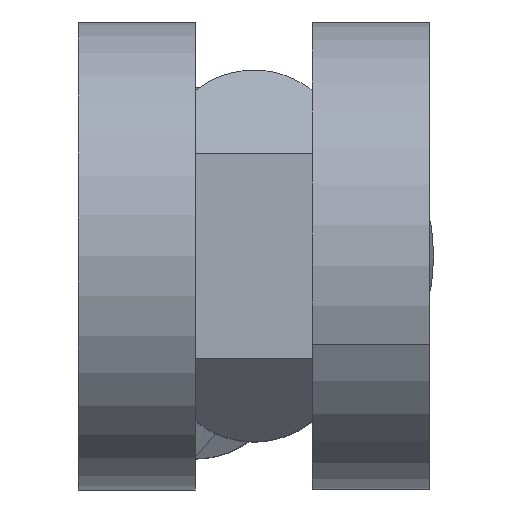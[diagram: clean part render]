
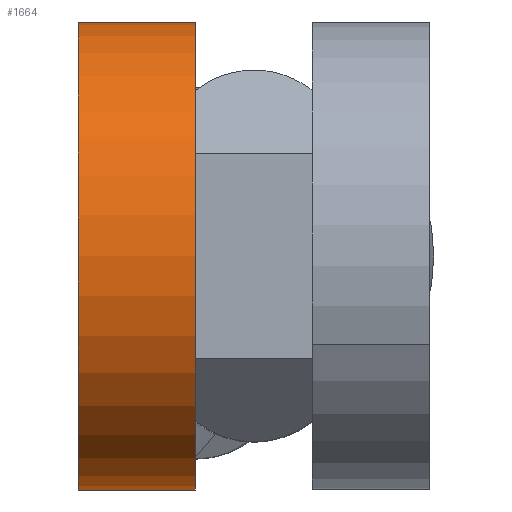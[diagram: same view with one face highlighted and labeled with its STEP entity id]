
A CAD part, top view. The second image highlights one B-rep face of the part: STEP entity #1664.
In plain terms, the highlighted cylindrical face has radius 8 mm (diameter 16 mm), a partial arc.
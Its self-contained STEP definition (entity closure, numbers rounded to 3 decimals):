
#7 = VERTEX_POINT ( 'NONE', #1729 ) ;
#219 = VECTOR ( 'NONE', #2173, 1000. ) ;
#295 = DIRECTION ( 'NONE',  ( 0., 0., 1. ) ) ;
#319 = CARTESIAN_POINT ( 'NONE',  ( -1.9, 8., 122.5 ) ) ;
#352 = DIRECTION ( 'NONE',  ( 0., 0., 1. ) ) ;
#534 = AXIS2_PLACEMENT_3D ( 'NONE', #2140, #1219, #295 ) ;
#537 = DIRECTION ( 'NONE',  ( 1., 0., 0. ) ) ;
#665 = CYLINDRICAL_SURFACE ( 'NONE', #1591, 8. ) ;
#886 = VECTOR ( 'NONE', #1034, 1000. ) ;
#978 = VERTEX_POINT ( 'NONE', #1408 ) ;
#1034 = DIRECTION ( 'NONE',  ( -1., 0., 0. ) ) ;
#1067 = ORIENTED_EDGE ( 'NONE', *, *, #1164, .F. ) ;
#1112 = AXIS2_PLACEMENT_3D ( 'NONE', #1461, #537, #352 ) ;
#1164 = EDGE_CURVE ( 'NONE', #978, #1306, #2250, .T. ) ;
#1219 = DIRECTION ( 'NONE',  ( -1., 0., 0. ) ) ;
#1267 = CIRCLE ( 'NONE', #1112, 8. ) ;
#1306 = VERTEX_POINT ( 'NONE', #1519 ) ;
#1408 = CARTESIAN_POINT ( 'NONE',  ( -6., -8., 122.5 ) ) ;
#1441 = LINE ( 'NONE', #319, #219 ) ;
#1461 = CARTESIAN_POINT ( 'NONE',  ( -2., 0., 122.5 ) ) ;
#1495 = EDGE_CURVE ( 'NONE', #1921, #7, #1267, .T. ) ;
#1519 = CARTESIAN_POINT ( 'NONE',  ( -6., 8., 122.5 ) ) ;
#1590 = CARTESIAN_POINT ( 'NONE',  ( -1.9, -8., 122.5 ) ) ;
#1591 = AXIS2_PLACEMENT_3D ( 'NONE', #1786, #1798, #2357 ) ;
#1661 = EDGE_CURVE ( 'NONE', #1921, #1306, #1441, .T. ) ;
#1664 = ADVANCED_FACE ( 'NONE', ( #2336 ), #665, .T. ) ;
#1729 = CARTESIAN_POINT ( 'NONE',  ( -2., -8., 122.5 ) ) ;
#1732 = ORIENTED_EDGE ( 'NONE', *, *, #1495, .F. ) ;
#1763 = EDGE_CURVE ( 'NONE', #7, #978, #2368, .T. ) ;
#1765 = ORIENTED_EDGE ( 'NONE', *, *, #1661, .T. ) ;
#1786 = CARTESIAN_POINT ( 'NONE',  ( -1.9, 0., 122.5 ) ) ;
#1798 = DIRECTION ( 'NONE',  ( -1., 0., 0. ) ) ;
#1800 = ORIENTED_EDGE ( 'NONE', *, *, #1763, .F. ) ;
#1921 = VERTEX_POINT ( 'NONE', #2397 ) ;
#2140 = CARTESIAN_POINT ( 'NONE',  ( -6., 0., 122.5 ) ) ;
#2173 = DIRECTION ( 'NONE',  ( -1., 0., 0. ) ) ;
#2250 = CIRCLE ( 'NONE', #534, 8. ) ;
#2336 = FACE_OUTER_BOUND ( 'NONE', #2393, .T. ) ;
#2357 = DIRECTION ( 'NONE',  ( 0., -1., 0. ) ) ;
#2368 = LINE ( 'NONE', #1590, #886 ) ;
#2393 = EDGE_LOOP ( 'NONE', ( #1732, #1765, #1067, #1800 ) ) ;
#2397 = CARTESIAN_POINT ( 'NONE',  ( -2., 8., 122.5 ) ) ;
